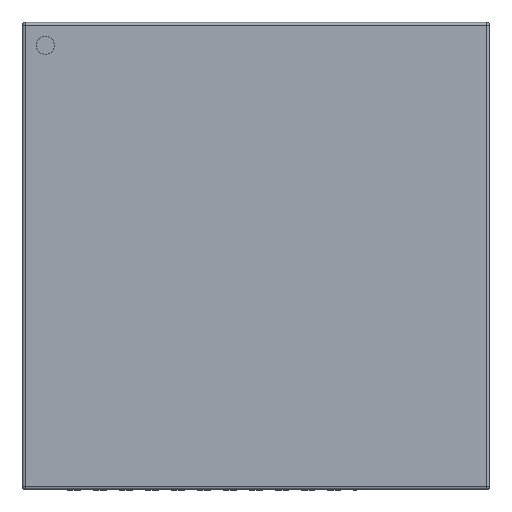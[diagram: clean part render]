
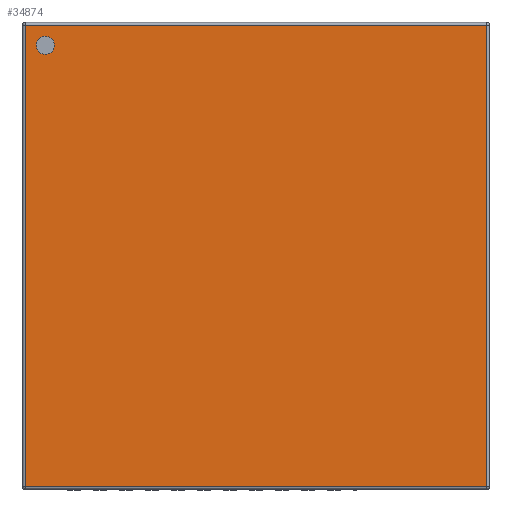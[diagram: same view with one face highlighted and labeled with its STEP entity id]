
A CAD part, top view. The second image highlights one B-rep face of the part: STEP entity #34874.
In plain terms, the highlighted planar face has unit normal (0, 0, 1).
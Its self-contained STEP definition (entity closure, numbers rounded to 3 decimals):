
#7677 = CYLINDRICAL_SURFACE('',#7678,0.05);
#7678 = AXIS2_PLACEMENT_3D('',#7679,#7680,#7681);
#7679 = CARTESIAN_POINT('',(4.44,4.44,0.83));
#7680 = DIRECTION('',(-0.,-1.,-0.));
#7681 = DIRECTION('',(0.,0.,1.));
#29814 = VERTEX_POINT('',#29815);
#29815 = CARTESIAN_POINT('',(4.44,4.44,0.88));
#29837 = VERTEX_POINT('',#29838);
#29838 = CARTESIAN_POINT('',(4.44,-4.44,0.88));
#29863 = EDGE_CURVE('',#29814,#29837,#29864,.T.);
#29864 = SURFACE_CURVE('',#29865,(#29869,#29876),.PCURVE_S1.);
#29865 = LINE('',#29866,#29867);
#29866 = CARTESIAN_POINT('',(4.44,4.44,0.88));
#29867 = VECTOR('',#29868,1.);
#29868 = DIRECTION('',(-0.,-1.,-0.));
#29869 = PCURVE('',#7677,#29870);
#29870 = DEFINITIONAL_REPRESENTATION('',(#29871),#29875);
#29871 = LINE('',#29872,#29873);
#29872 = CARTESIAN_POINT('',(-0.,0.));
#29873 = VECTOR('',#29874,1.);
#29874 = DIRECTION('',(-0.,1.));
#29875 = ( GEOMETRIC_REPRESENTATION_CONTEXT(2) 
PARAMETRIC_REPRESENTATION_CONTEXT() REPRESENTATION_CONTEXT('2D SPACE',''
  ) );
#29876 = PCURVE('',#29877,#29882);
#29877 = PLANE('',#29878);
#29878 = AXIS2_PLACEMENT_3D('',#29879,#29880,#29881);
#29879 = CARTESIAN_POINT('',(-4.49,-4.49,0.88));
#29880 = DIRECTION('',(0.,0.,1.));
#29881 = DIRECTION('',(1.,0.,0.));
#29882 = DEFINITIONAL_REPRESENTATION('',(#29883),#29887);
#29883 = LINE('',#29884,#29885);
#29884 = CARTESIAN_POINT('',(8.93,8.93));
#29885 = VECTOR('',#29886,1.);
#29886 = DIRECTION('',(-0.,-1.));
#29887 = ( GEOMETRIC_REPRESENTATION_CONTEXT(2) 
PARAMETRIC_REPRESENTATION_CONTEXT() REPRESENTATION_CONTEXT('2D SPACE',''
  ) );
#30753 = CYLINDRICAL_SURFACE('',#30754,0.05);
#30754 = AXIS2_PLACEMENT_3D('',#30755,#30756,#30757);
#30755 = CARTESIAN_POINT('',(-4.44,-4.44,0.83));
#30756 = DIRECTION('',(0.,1.,0.));
#30757 = DIRECTION('',(-1.,0.,0.));
#30892 = CYLINDRICAL_SURFACE('',#30893,0.05);
#30893 = AXIS2_PLACEMENT_3D('',#30894,#30895,#30896);
#30894 = CARTESIAN_POINT('',(-4.49,-4.44,0.83));
#30895 = DIRECTION('',(1.,0.,0.));
#30896 = DIRECTION('',(0.,-1.,0.));
#33085 = CYLINDRICAL_SURFACE('',#33086,0.05);
#33086 = AXIS2_PLACEMENT_3D('',#33087,#33088,#33089);
#33087 = CARTESIAN_POINT('',(-4.49,4.44,0.83));
#33088 = DIRECTION('',(1.,0.,0.));
#33089 = DIRECTION('',(0.,1.,0.));
#34874 = ADVANCED_FACE('',(#34875,#34945),#29877,.T.);
#34875 = FACE_BOUND('',#34876,.T.);
#34876 = EDGE_LOOP('',(#34877,#34900,#34901,#34924));
#34877 = ORIENTED_EDGE('',*,*,#34878,.T.);
#34878 = EDGE_CURVE('',#34879,#29837,#34881,.T.);
#34879 = VERTEX_POINT('',#34880);
#34880 = CARTESIAN_POINT('',(-4.44,-4.44,0.88));
#34881 = SURFACE_CURVE('',#34882,(#34886,#34893),.PCURVE_S1.);
#34882 = LINE('',#34883,#34884);
#34883 = CARTESIAN_POINT('',(-4.49,-4.44,0.88));
#34884 = VECTOR('',#34885,1.);
#34885 = DIRECTION('',(1.,0.,0.));
#34886 = PCURVE('',#29877,#34887);
#34887 = DEFINITIONAL_REPRESENTATION('',(#34888),#34892);
#34888 = LINE('',#34889,#34890);
#34889 = CARTESIAN_POINT('',(0.,0.05));
#34890 = VECTOR('',#34891,1.);
#34891 = DIRECTION('',(1.,0.));
#34892 = ( GEOMETRIC_REPRESENTATION_CONTEXT(2) 
PARAMETRIC_REPRESENTATION_CONTEXT() REPRESENTATION_CONTEXT('2D SPACE',''
  ) );
#34893 = PCURVE('',#30892,#34894);
#34894 = DEFINITIONAL_REPRESENTATION('',(#34895),#34899);
#34895 = LINE('',#34896,#34897);
#34896 = CARTESIAN_POINT('',(-1.571,0.));
#34897 = VECTOR('',#34898,1.);
#34898 = DIRECTION('',(-0.,1.));
#34899 = ( GEOMETRIC_REPRESENTATION_CONTEXT(2) 
PARAMETRIC_REPRESENTATION_CONTEXT() REPRESENTATION_CONTEXT('2D SPACE',''
  ) );
#34900 = ORIENTED_EDGE('',*,*,#29863,.F.);
#34901 = ORIENTED_EDGE('',*,*,#34902,.F.);
#34902 = EDGE_CURVE('',#34903,#29814,#34905,.T.);
#34903 = VERTEX_POINT('',#34904);
#34904 = CARTESIAN_POINT('',(-4.44,4.44,0.88));
#34905 = SURFACE_CURVE('',#34906,(#34910,#34917),.PCURVE_S1.);
#34906 = LINE('',#34907,#34908);
#34907 = CARTESIAN_POINT('',(-4.49,4.44,0.88));
#34908 = VECTOR('',#34909,1.);
#34909 = DIRECTION('',(1.,0.,0.));
#34910 = PCURVE('',#29877,#34911);
#34911 = DEFINITIONAL_REPRESENTATION('',(#34912),#34916);
#34912 = LINE('',#34913,#34914);
#34913 = CARTESIAN_POINT('',(0.,8.93));
#34914 = VECTOR('',#34915,1.);
#34915 = DIRECTION('',(1.,0.));
#34916 = ( GEOMETRIC_REPRESENTATION_CONTEXT(2) 
PARAMETRIC_REPRESENTATION_CONTEXT() REPRESENTATION_CONTEXT('2D SPACE',''
  ) );
#34917 = PCURVE('',#33085,#34918);
#34918 = DEFINITIONAL_REPRESENTATION('',(#34919),#34923);
#34919 = LINE('',#34920,#34921);
#34920 = CARTESIAN_POINT('',(1.571,0.));
#34921 = VECTOR('',#34922,1.);
#34922 = DIRECTION('',(0.,1.));
#34923 = ( GEOMETRIC_REPRESENTATION_CONTEXT(2) 
PARAMETRIC_REPRESENTATION_CONTEXT() REPRESENTATION_CONTEXT('2D SPACE',''
  ) );
#34924 = ORIENTED_EDGE('',*,*,#34925,.F.);
#34925 = EDGE_CURVE('',#34879,#34903,#34926,.T.);
#34926 = SURFACE_CURVE('',#34927,(#34931,#34938),.PCURVE_S1.);
#34927 = LINE('',#34928,#34929);
#34928 = CARTESIAN_POINT('',(-4.44,-4.44,0.88));
#34929 = VECTOR('',#34930,1.);
#34930 = DIRECTION('',(0.,1.,0.));
#34931 = PCURVE('',#29877,#34932);
#34932 = DEFINITIONAL_REPRESENTATION('',(#34933),#34937);
#34933 = LINE('',#34934,#34935);
#34934 = CARTESIAN_POINT('',(0.05,0.05));
#34935 = VECTOR('',#34936,1.);
#34936 = DIRECTION('',(0.,1.));
#34937 = ( GEOMETRIC_REPRESENTATION_CONTEXT(2) 
PARAMETRIC_REPRESENTATION_CONTEXT() REPRESENTATION_CONTEXT('2D SPACE',''
  ) );
#34938 = PCURVE('',#30753,#34939);
#34939 = DEFINITIONAL_REPRESENTATION('',(#34940),#34944);
#34940 = LINE('',#34941,#34942);
#34941 = CARTESIAN_POINT('',(1.571,0.));
#34942 = VECTOR('',#34943,1.);
#34943 = DIRECTION('',(0.,1.));
#34944 = ( GEOMETRIC_REPRESENTATION_CONTEXT(2) 
PARAMETRIC_REPRESENTATION_CONTEXT() REPRESENTATION_CONTEXT('2D SPACE',''
  ) );
#34945 = FACE_BOUND('',#34946,.T.);
#34946 = EDGE_LOOP('',(#34947));
#34947 = ORIENTED_EDGE('',*,*,#34948,.F.);
#34948 = EDGE_CURVE('',#34949,#34949,#34951,.T.);
#34949 = VERTEX_POINT('',#34950);
#34950 = CARTESIAN_POINT('',(-3.875,-4.05,0.88));
#34951 = SURFACE_CURVE('',#34952,(#34957,#34964),.PCURVE_S1.);
#34952 = CIRCLE('',#34953,0.175);
#34953 = AXIS2_PLACEMENT_3D('',#34954,#34955,#34956);
#34954 = CARTESIAN_POINT('',(-4.05,-4.05,0.88));
#34955 = DIRECTION('',(0.,0.,1.));
#34956 = DIRECTION('',(1.,0.,0.));
#34957 = PCURVE('',#29877,#34958);
#34958 = DEFINITIONAL_REPRESENTATION('',(#34959),#34963);
#34959 = CIRCLE('',#34960,0.175);
#34960 = AXIS2_PLACEMENT_2D('',#34961,#34962);
#34961 = CARTESIAN_POINT('',(0.44,0.44));
#34962 = DIRECTION('',(1.,0.));
#34963 = ( GEOMETRIC_REPRESENTATION_CONTEXT(2) 
PARAMETRIC_REPRESENTATION_CONTEXT() REPRESENTATION_CONTEXT('2D SPACE',''
  ) );
#34964 = PCURVE('',#34965,#34970);
#34965 = CYLINDRICAL_SURFACE('',#34966,0.175);
#34966 = AXIS2_PLACEMENT_3D('',#34967,#34968,#34969);
#34967 = CARTESIAN_POINT('',(-4.05,-4.05,0.88));
#34968 = DIRECTION('',(-0.,-0.,-1.));
#34969 = DIRECTION('',(1.,0.,0.));
#34970 = DEFINITIONAL_REPRESENTATION('',(#34971),#34975);
#34971 = LINE('',#34972,#34973);
#34972 = CARTESIAN_POINT('',(-0.,0.));
#34973 = VECTOR('',#34974,1.);
#34974 = DIRECTION('',(-1.,0.));
#34975 = ( GEOMETRIC_REPRESENTATION_CONTEXT(2) 
PARAMETRIC_REPRESENTATION_CONTEXT() REPRESENTATION_CONTEXT('2D SPACE',''
  ) );
